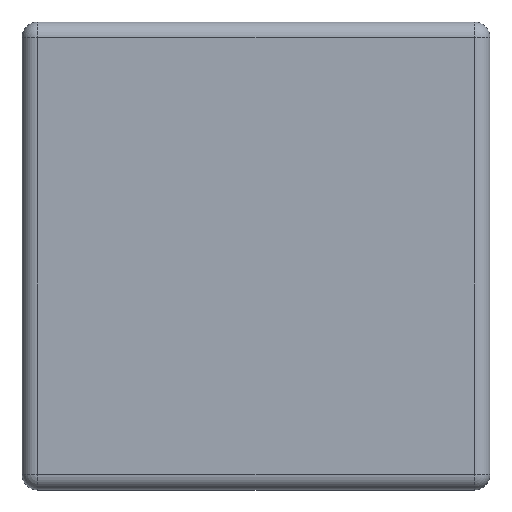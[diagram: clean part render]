
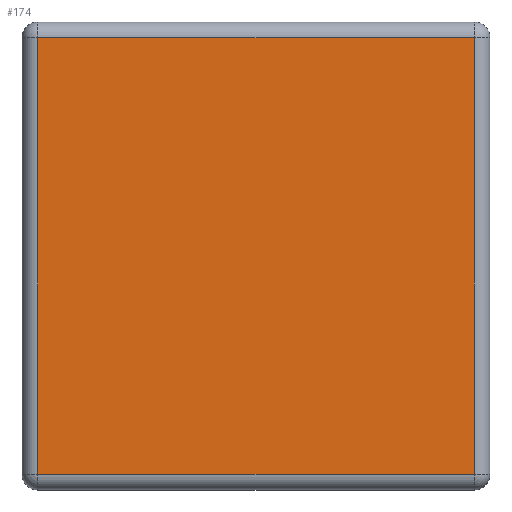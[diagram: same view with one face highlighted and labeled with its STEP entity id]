
A CAD part, top view. The second image highlights one B-rep face of the part: STEP entity #174.
In plain terms, the highlighted planar face has unit normal (0, 0, 1).
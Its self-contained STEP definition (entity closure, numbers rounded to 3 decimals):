
#174 = ADVANCED_FACE( '', ( #400 ), #401, .T. );
#400 = FACE_OUTER_BOUND( '', #673, .T. );
#401 = PLANE( '', #674 );
#673 = EDGE_LOOP( '', ( #1131, #1132, #1133, #1134 ) );
#674 = AXIS2_PLACEMENT_3D( '', #1135, #1136, #1137 );
#1131 = ORIENTED_EDGE( '', *, *, #1713, .T. );
#1132 = ORIENTED_EDGE( '', *, *, #1714, .T. );
#1133 = ORIENTED_EDGE( '', *, *, #1715, .T. );
#1134 = ORIENTED_EDGE( '', *, *, #1716, .T. );
#1135 = CARTESIAN_POINT( '', ( 0., 0., 29. ) );
#1136 = DIRECTION( '', ( 0., 0., 1. ) );
#1137 = DIRECTION( '', ( 1., 0., 0. ) );
#1713 = EDGE_CURVE( '', #2088, #2089, #2090, .T. );
#1714 = EDGE_CURVE( '', #2089, #2091, #2092, .T. );
#1715 = EDGE_CURVE( '', #2091, #2023, #2093, .T. );
#1716 = EDGE_CURVE( '', #2023, #2088, #2094, .T. );
#2023 = VERTEX_POINT( '', #2498 );
#2088 = VERTEX_POINT( '', #2594 );
#2089 = VERTEX_POINT( '', #2595 );
#2090 = LINE( '', #2596, #2597 );
#2091 = VERTEX_POINT( '', #2598 );
#2092 = LINE( '', #2599, #2600 );
#2093 = LINE( '', #2601, #2602 );
#2094 = LINE( '', #2603, #2604 );
#2498 = CARTESIAN_POINT( '', ( 28., -28., 29. ) );
#2594 = CARTESIAN_POINT( '', ( 28., 28., 29. ) );
#2595 = CARTESIAN_POINT( '', ( -28., 28., 29. ) );
#2596 = CARTESIAN_POINT( '', ( -30., 28., 29. ) );
#2597 = VECTOR( '', #2957, 1000. );
#2598 = CARTESIAN_POINT( '', ( -28., -28., 29. ) );
#2599 = CARTESIAN_POINT( '', ( -28., -30., 29. ) );
#2600 = VECTOR( '', #2958, 1000. );
#2601 = CARTESIAN_POINT( '', ( 30., -28., 29. ) );
#2602 = VECTOR( '', #2959, 1000. );
#2603 = CARTESIAN_POINT( '', ( 28., 30., 29. ) );
#2604 = VECTOR( '', #2960, 1000. );
#2957 = DIRECTION( '', ( -1., 0., 0. ) );
#2958 = DIRECTION( '', ( 0., -1., 0. ) );
#2959 = DIRECTION( '', ( 1., 0., 0. ) );
#2960 = DIRECTION( '', ( 0., 1., 0. ) );
